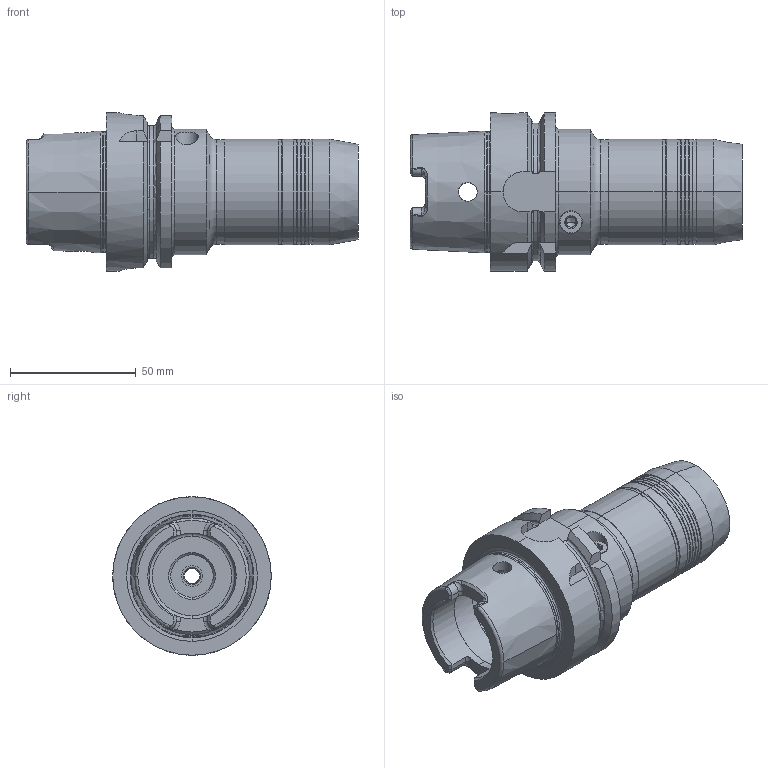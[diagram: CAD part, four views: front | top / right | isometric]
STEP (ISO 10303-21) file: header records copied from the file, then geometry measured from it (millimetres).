
FILE_DESCRIPTION (( 'STEP AP214' ), '1' );
FILE_NAME ('93.05.036.016.STEP', '2019-06-12T07:03:51', ( '' ), ( '' ), 'SwSTEP 2.0', 'SolidWorks 2014', '' );
FILE_SCHEMA (( 'AUTOMOTIVE_DESIGN' ));
Length unit declared in the file: millimetre
Products named in the file (1): 93.05.036.016
Bounding box: 132 x 63 x 63 mm (x, y, z)
Volume: 171919 mm3; surface area: 44194 mm2
Topology: 3 solids, 4 shells, 342 faces, 775 edges, 451 vertices
Faces by surface type: cylinder 106, plane 102, cone 83, torus 35, bspline 16
Entity records: 14652 total; most frequent: CARTESIAN_POINT 3313, DIRECTION 1612, ORIENTED_EDGE 1538, EDGE_CURVE 769, AXIS2_PLACEMENT_3D 656, VERTEX_POINT 451, EDGE_LOOP 368, UNCERTAINTY_MEASURE_WITH_UNIT 347
